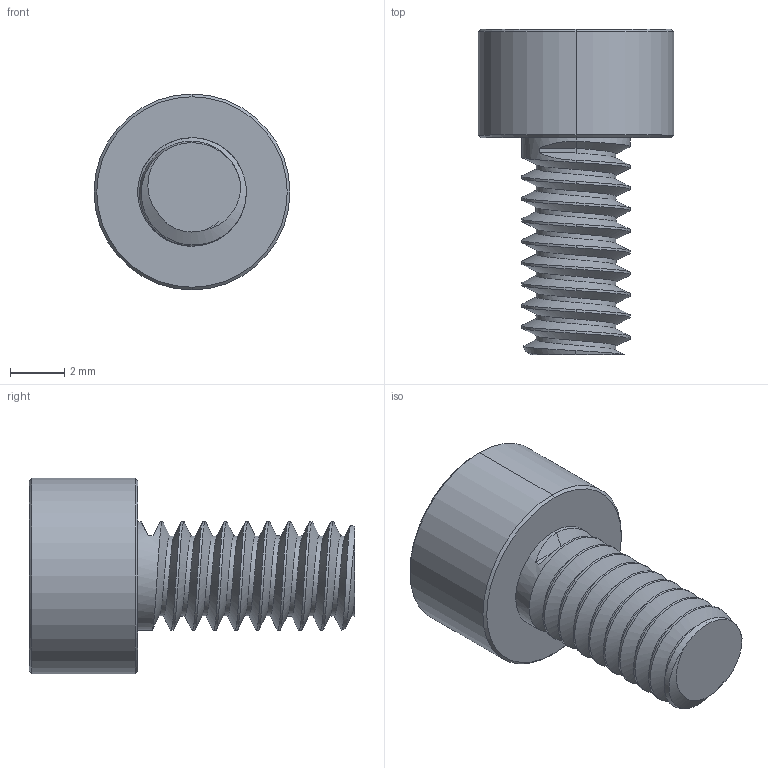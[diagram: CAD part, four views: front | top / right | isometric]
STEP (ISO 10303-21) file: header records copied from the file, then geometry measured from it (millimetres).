
FILE_DESCRIPTION (( 'STEP AP214' ), '1' );
FILE_NAME ('User Library-M4 SHCS.STEP', '2013-12-28T07:07:19', ( 'Windows User' ), ( '' ), 'SwSTEP 2.0', 'SolidWorks 2014', '' );
FILE_SCHEMA (( 'AUTOMOTIVE_DESIGN' ));
Length unit declared in the file: millimetre
Products named in the file (1): User Library-M4 SHCS
Bounding box: 7.22 x 12 x 7.22 mm (x, y, z)
Volume: 225.4 mm3; surface area: 336.9 mm2
Topology: 1 solids, 1 shells, 45 faces, 116 edges, 73 vertices
Faces by surface type: cylinder 21, plane 12, cone 9, bspline 3
Entity records: 2904 total; most frequent: CARTESIAN_POINT 1934, ORIENTED_EDGE 228, DIRECTION 159, EDGE_CURVE 114, VERTEX_POINT 73, AXIS2_PLACEMENT_3D 56, EDGE_LOOP 47, VECTOR 47
